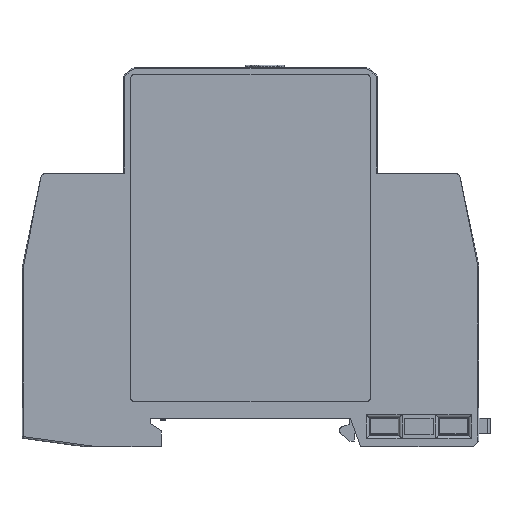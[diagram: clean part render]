
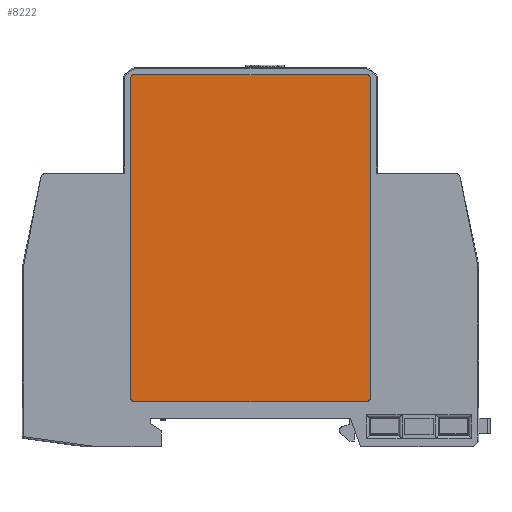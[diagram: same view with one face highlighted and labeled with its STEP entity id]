
A CAD part, left-side view. The second image highlights one B-rep face of the part: STEP entity #8222.
In plain terms, the highlighted planar face has unit normal (-1, 0, 0).
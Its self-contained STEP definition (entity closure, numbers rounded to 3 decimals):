
#433=CIRCLE('',#8873,0.5);
#434=CIRCLE('',#8874,0.5);
#435=CIRCLE('',#8875,0.5);
#436=CIRCLE('',#8876,0.5);
#437=CIRCLE('',#8877,0.5);
#438=CIRCLE('',#8878,0.5);
#439=CIRCLE('',#8879,0.5);
#440=CIRCLE('',#8880,0.5);
#835=FACE_OUTER_BOUND('',#1296,.T.);
#1296=EDGE_LOOP('',(#6279,#6280,#6281,#6282,#6283,#6284,#6285,#6286,#6287,
#6288,#6289,#6290));
#2125=LINE('',#17486,#2868);
#2126=LINE('',#17492,#2869);
#2127=LINE('',#17498,#2870);
#2128=LINE('',#17503,#2871);
#2868=VECTOR('',#10616,56.9);
#2869=VECTOR('',#10621,41.4);
#2870=VECTOR('',#10626,56.9);
#2871=VECTOR('',#10631,41.4);
#3613=VERTEX_POINT('',#17480);
#3614=VERTEX_POINT('',#17481);
#3615=VERTEX_POINT('',#17483);
#3616=VERTEX_POINT('',#17485);
#3617=VERTEX_POINT('',#17487);
#3618=VERTEX_POINT('',#17489);
#3619=VERTEX_POINT('',#17491);
#3620=VERTEX_POINT('',#17493);
#3621=VERTEX_POINT('',#17495);
#3622=VERTEX_POINT('',#17497);
#3623=VERTEX_POINT('',#17499);
#3624=VERTEX_POINT('',#17501);
#4612=EDGE_CURVE('',#3613,#3614,#433,.T.);
#4613=EDGE_CURVE('',#3614,#3615,#434,.T.);
#4614=EDGE_CURVE('',#3615,#3616,#2125,.T.);
#4615=EDGE_CURVE('',#3616,#3617,#435,.T.);
#4616=EDGE_CURVE('',#3617,#3618,#436,.T.);
#4617=EDGE_CURVE('',#3618,#3619,#2126,.T.);
#4618=EDGE_CURVE('',#3619,#3620,#437,.T.);
#4619=EDGE_CURVE('',#3620,#3621,#438,.T.);
#4620=EDGE_CURVE('',#3621,#3622,#2127,.T.);
#4621=EDGE_CURVE('',#3622,#3623,#439,.T.);
#4622=EDGE_CURVE('',#3623,#3624,#440,.T.);
#4623=EDGE_CURVE('',#3624,#3613,#2128,.T.);
#6279=ORIENTED_EDGE('',*,*,#4612,.T.);
#6280=ORIENTED_EDGE('',*,*,#4613,.T.);
#6281=ORIENTED_EDGE('',*,*,#4614,.T.);
#6282=ORIENTED_EDGE('',*,*,#4615,.T.);
#6283=ORIENTED_EDGE('',*,*,#4616,.T.);
#6284=ORIENTED_EDGE('',*,*,#4617,.T.);
#6285=ORIENTED_EDGE('',*,*,#4618,.T.);
#6286=ORIENTED_EDGE('',*,*,#4619,.T.);
#6287=ORIENTED_EDGE('',*,*,#4620,.T.);
#6288=ORIENTED_EDGE('',*,*,#4621,.T.);
#6289=ORIENTED_EDGE('',*,*,#4622,.T.);
#6290=ORIENTED_EDGE('',*,*,#4623,.T.);
#7442=PLANE('',#8872);
#8222=ADVANCED_FACE('',(#835),#7442,.T.);
#8872=AXIS2_PLACEMENT_3D('',#17479,#10610,#10611);
#8873=AXIS2_PLACEMENT_3D('',#17482,#10612,#10613);
#8874=AXIS2_PLACEMENT_3D('',#17484,#10614,#10615);
#8875=AXIS2_PLACEMENT_3D('',#17488,#10617,#10618);
#8876=AXIS2_PLACEMENT_3D('',#17490,#10619,#10620);
#8877=AXIS2_PLACEMENT_3D('',#17494,#10622,#10623);
#8878=AXIS2_PLACEMENT_3D('',#17496,#10624,#10625);
#8879=AXIS2_PLACEMENT_3D('',#17500,#10627,#10628);
#8880=AXIS2_PLACEMENT_3D('',#17502,#10629,#10630);
#10610=DIRECTION('center_axis',(-1.,0.,0.));
#10611=DIRECTION('ref_axis',(0.,-1.,0.));
#10612=DIRECTION('center_axis',(-1.,0.,0.));
#10613=DIRECTION('ref_axis',(0.,0.707,0.707));
#10614=DIRECTION('center_axis',(-1.,0.,0.));
#10615=DIRECTION('ref_axis',(0.,0.707,0.707));
#10616=DIRECTION('',(0.,0.,-1.));
#10617=DIRECTION('center_axis',(-1.,0.,0.));
#10618=DIRECTION('ref_axis',(0.,0.707,-0.707));
#10619=DIRECTION('center_axis',(-1.,0.,0.));
#10620=DIRECTION('ref_axis',(0.,0.707,-0.707));
#10621=DIRECTION('',(0.,-1.,0.));
#10622=DIRECTION('center_axis',(-1.,0.,0.));
#10623=DIRECTION('ref_axis',(0.,-0.707,-0.707));
#10624=DIRECTION('center_axis',(-1.,0.,0.));
#10625=DIRECTION('ref_axis',(0.,-0.707,-0.707));
#10626=DIRECTION('',(0.,0.,1.));
#10627=DIRECTION('center_axis',(-1.,0.,0.));
#10628=DIRECTION('ref_axis',(0.,-0.707,0.707));
#10629=DIRECTION('center_axis',(-1.,0.,0.));
#10630=DIRECTION('ref_axis',(0.,-0.707,0.707));
#10631=DIRECTION('',(0.,1.,0.));
#17479=CARTESIAN_POINT('Origin',(-8.75,21.15,65.9));
#17480=CARTESIAN_POINT('',(-8.75,20.65,65.9));
#17481=CARTESIAN_POINT('',(-8.75,21.004,65.754));
#17482=CARTESIAN_POINT('Origin',(-8.75,20.65,65.4));
#17483=CARTESIAN_POINT('',(-8.75,21.15,65.4));
#17484=CARTESIAN_POINT('Origin',(-8.75,20.65,65.4));
#17485=CARTESIAN_POINT('',(-8.75,21.15,8.5));
#17486=CARTESIAN_POINT('',(-8.75,21.15,65.4));
#17487=CARTESIAN_POINT('',(-8.75,21.004,8.146));
#17488=CARTESIAN_POINT('Origin',(-8.75,20.65,8.5));
#17489=CARTESIAN_POINT('',(-8.75,20.65,8.));
#17490=CARTESIAN_POINT('Origin',(-8.75,20.65,8.5));
#17491=CARTESIAN_POINT('',(-8.75,-20.75,8.));
#17492=CARTESIAN_POINT('',(-8.75,20.65,8.));
#17493=CARTESIAN_POINT('',(-8.75,-21.104,8.146));
#17494=CARTESIAN_POINT('Origin',(-8.75,-20.75,8.5));
#17495=CARTESIAN_POINT('',(-8.75,-21.25,8.5));
#17496=CARTESIAN_POINT('Origin',(-8.75,-20.75,8.5));
#17497=CARTESIAN_POINT('',(-8.75,-21.25,65.4));
#17498=CARTESIAN_POINT('',(-8.75,-21.25,8.5));
#17499=CARTESIAN_POINT('',(-8.75,-21.104,65.754));
#17500=CARTESIAN_POINT('Origin',(-8.75,-20.75,65.4));
#17501=CARTESIAN_POINT('',(-8.75,-20.75,65.9));
#17502=CARTESIAN_POINT('Origin',(-8.75,-20.75,65.4));
#17503=CARTESIAN_POINT('',(-8.75,-20.75,65.9));
